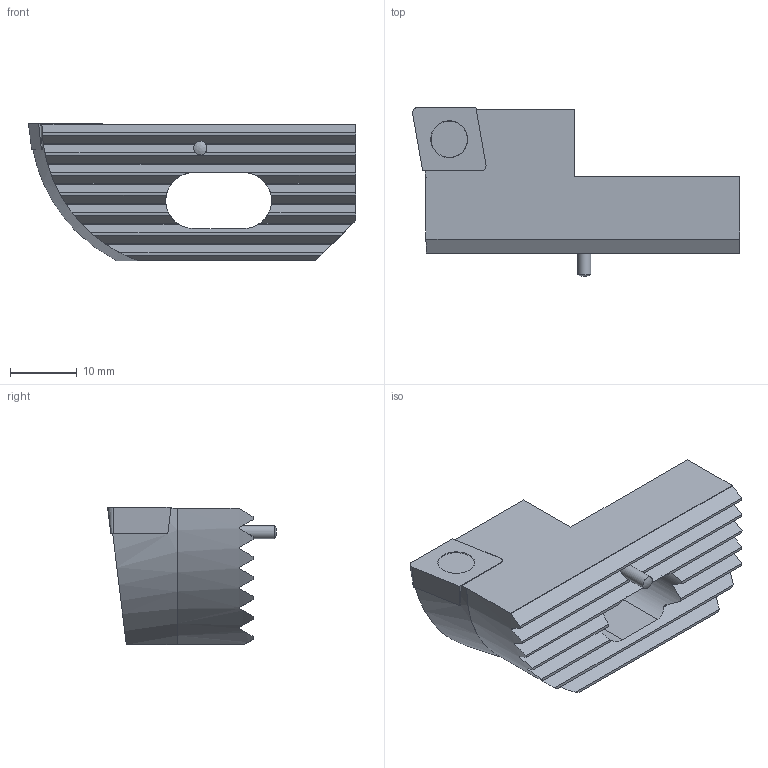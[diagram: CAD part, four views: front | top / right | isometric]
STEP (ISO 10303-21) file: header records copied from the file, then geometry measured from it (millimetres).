
FILE_DESCRIPTION(/* description */ (''),/* implementation_level */ '2;1');
FILE_NAME(/* name */ 'TBH63-77N.stp',/* time_stamp */ '2022-07-04T15:25:36+09:00',/* author */ ('KKK'),/* organization */ (''),/* preprocessor_version */ 'ST-DEVELOPER v18.1',/* originating_system */ 'Autodesk Inventor 2022',/* authorisation */ '');
FILE_SCHEMA (('AUTOMOTIVE_DESIGN { 1 0 10303 214 3 1 1 }'));
Length unit declared in the file: millimetre
Products named in the file (4): TBH63N-CC09(파생후)(20220617); TBH63N-CC09(파생후); CCMT060204; IS 2393 - A 2 m6  x 8
Assembly tree (3 placements, depth 2):
  TBH63N-CC09(파생후)(20220617)
    TBH63N-CC09(파생후)
    CCMT060204
    IS 2393 - A 2 m6  x 8
Bounding box: 49.1 x 25.35 x 20.6 mm (x, y, z)
Volume: 10877.8 mm3; surface area: 5039.9 mm2
Topology: 3 solids, 3 shells, 83 faces, 226 edges, 149 vertices
Faces by surface type: plane 65, cone 8, cylinder 8, bspline 1, sphere 1
Full cylindrical faces by diameter (mm): 2 x2, 4.4 x2
Entity records: 2832 total; most frequent: CARTESIAN_POINT 489, DIRECTION 484, ORIENTED_EDGE 452, EDGE_CURVE 226, AXIS2_PLACEMENT_3D 174, VERTEX_POINT 149, LINE 136, VECTOR 136
